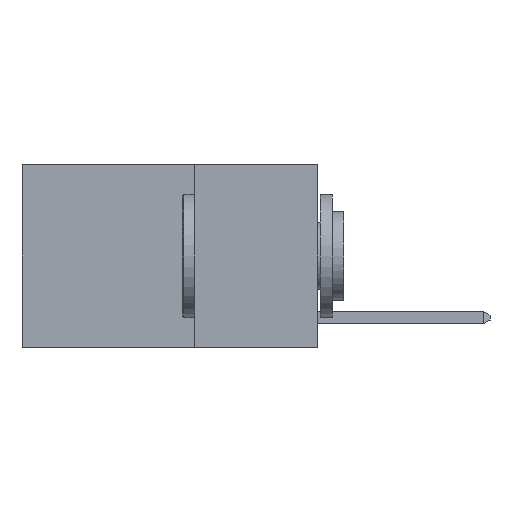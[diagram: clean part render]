
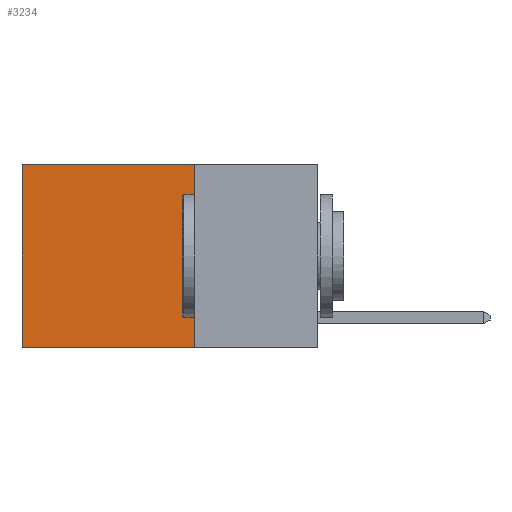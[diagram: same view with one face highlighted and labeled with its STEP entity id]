
A CAD part, left-side view. The second image highlights one B-rep face of the part: STEP entity #3234.
In plain terms, the highlighted planar face has unit normal (-1, 0, 0).
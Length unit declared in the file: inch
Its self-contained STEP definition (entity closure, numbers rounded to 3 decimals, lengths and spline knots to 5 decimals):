
#165 = EDGE_LOOP ( 'NONE', ( #7297, #3821, #8754, #5411 ) ) ;
#688 = CARTESIAN_POINT ( 'NONE',  ( 0.2625, 0.6, 0. ) ) ;
#998 = FACE_OUTER_BOUND ( 'NONE', #165, .T. ) ;
#1049 = LINE ( 'NONE', #4520, #4398 ) ;
#1240 = EDGE_CURVE ( 'NONE', #6061, #2761, #4124, .T. ) ;
#1384 = CARTESIAN_POINT ( 'NONE',  ( 0.2625, 0.25, 0. ) ) ;
#1509 = DIRECTION ( 'NONE',  ( 0., 0., -1. ) ) ;
#1562 = DIRECTION ( 'NONE',  ( 0., 1., 0. ) ) ;
#2054 = EDGE_CURVE ( 'NONE', #3482, #2724, #4749, .T. ) ;
#2225 = CARTESIAN_POINT ( 'NONE',  ( 0.2625, 0.25, -0.37 ) ) ;
#2256 = CARTESIAN_POINT ( 'NONE',  ( 0.2625, 0.6, -0.37 ) ) ;
#2457 = AXIS2_PLACEMENT_3D ( 'NONE', #5484, #8055, #4171 ) ;
#2715 = PLANE ( 'NONE',  #2457 ) ;
#2724 = VERTEX_POINT ( 'NONE', #5266 ) ;
#2761 = VERTEX_POINT ( 'NONE', #2256 ) ;
#3234 = ADVANCED_FACE ( 'NONE', ( #998 ), #2715, .F. ) ;
#3482 = VERTEX_POINT ( 'NONE', #3863 ) ;
#3821 = ORIENTED_EDGE ( 'NONE', *, *, #6273, .F. ) ;
#3863 = CARTESIAN_POINT ( 'NONE',  ( 0.2625, 0.25, 0. ) ) ;
#4124 = LINE ( 'NONE', #4814, #4349 ) ;
#4171 = DIRECTION ( 'NONE',  ( 0., 0., -1. ) ) ;
#4349 = VECTOR ( 'NONE', #6015, 39.37008 ) ;
#4398 = VECTOR ( 'NONE', #6467, 39.37008 ) ;
#4520 = CARTESIAN_POINT ( 'NONE',  ( 0.2625, 0.25, 0. ) ) ;
#4749 = LINE ( 'NONE', #1384, #7964 ) ;
#4814 = CARTESIAN_POINT ( 'NONE',  ( 0.2625, 0.6, 0. ) ) ;
#5266 = CARTESIAN_POINT ( 'NONE',  ( 0.2625, 0.25, -0.37 ) ) ;
#5411 = ORIENTED_EDGE ( 'NONE', *, *, #6370, .T. ) ;
#5440 = LINE ( 'NONE', #2225, #6742 ) ;
#5484 = CARTESIAN_POINT ( 'NONE',  ( 0.2625, 0.25, 0. ) ) ;
#6015 = DIRECTION ( 'NONE',  ( 0., 0., -1. ) ) ;
#6061 = VERTEX_POINT ( 'NONE', #688 ) ;
#6273 = EDGE_CURVE ( 'NONE', #2724, #2761, #5440, .T. ) ;
#6370 = EDGE_CURVE ( 'NONE', #3482, #6061, #1049, .T. ) ;
#6467 = DIRECTION ( 'NONE',  ( 0., 1., 0. ) ) ;
#6742 = VECTOR ( 'NONE', #1562, 39.37008 ) ;
#7297 = ORIENTED_EDGE ( 'NONE', *, *, #1240, .T. ) ;
#7964 = VECTOR ( 'NONE', #1509, 39.37008 ) ;
#8055 = DIRECTION ( 'NONE',  ( 1., 0., 0. ) ) ;
#8754 = ORIENTED_EDGE ( 'NONE', *, *, #2054, .F. ) ;
